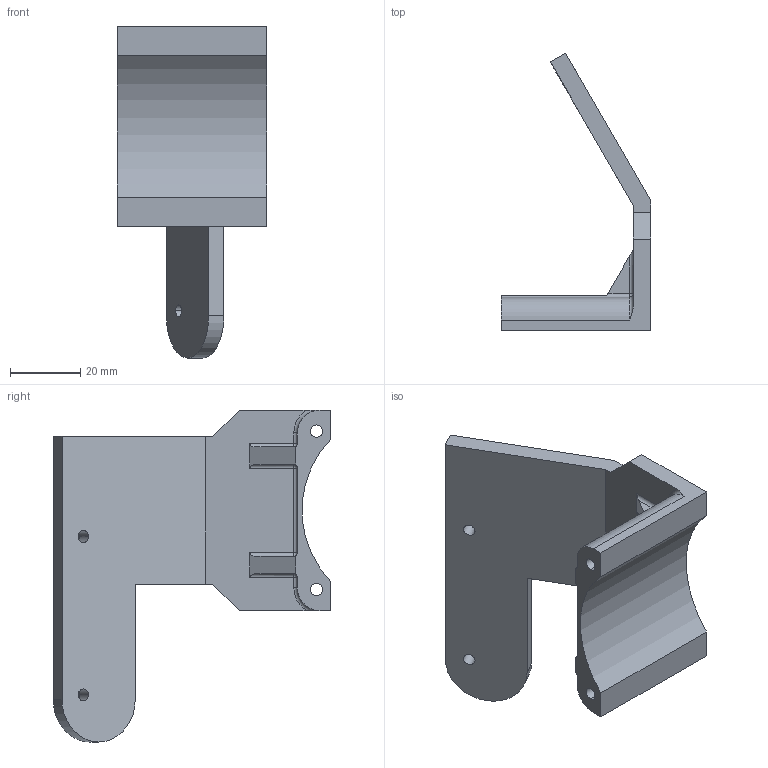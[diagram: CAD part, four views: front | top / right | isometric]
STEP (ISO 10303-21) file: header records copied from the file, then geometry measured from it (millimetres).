
FILE_DESCRIPTION (( 'STEP AP203' ), '1' );
FILE_NAME ('源笸3.STEP', '2025-08-22T10:14:19', ( '' ), ( '' ), 'SwSTEP 2.0', 'SolidWorks 2022', '' );
FILE_SCHEMA (( 'CONFIG_CONTROL_DESIGN' ));
Length unit declared in the file: millimetre
Products named in the file (1): 源笸3
Bounding box: 42.5 x 78.81 x 94.27 mm (x, y, z)
Volume: 34686.7 mm3; surface area: 17324.7 mm2
Topology: 1 solids, 1 shells, 55 faces, 149 edges, 92 vertices
Faces by surface type: plane 26, cylinder 23, sphere 4, torus 2
Entity records: 1838 total; most frequent: CARTESIAN_POINT 375, DIRECTION 291, ORIENTED_EDGE 290, EDGE_CURVE 145, AXIS2_PLACEMENT_3D 100, VERTEX_POINT 92, VECTOR 91, LINE 91
